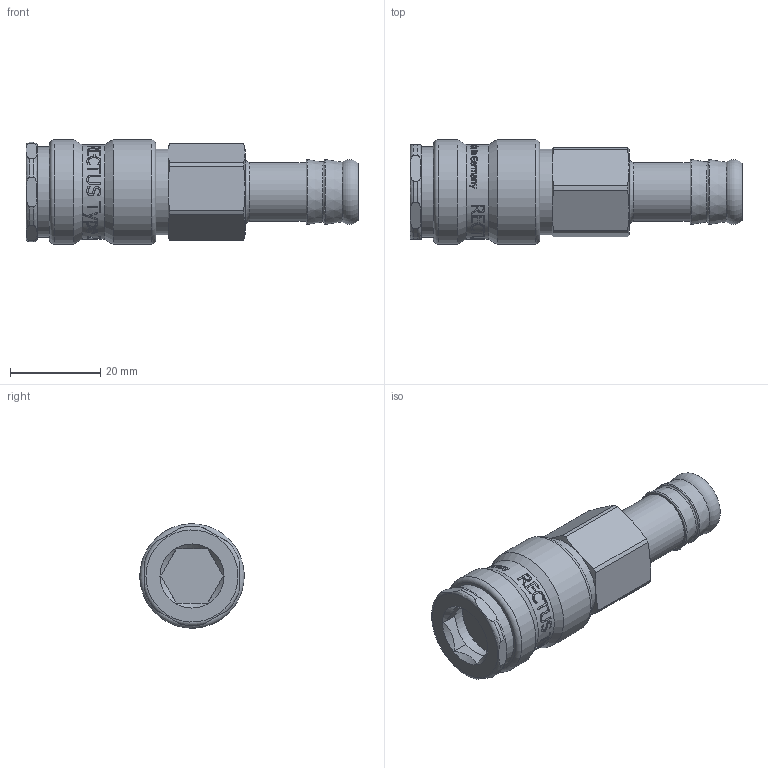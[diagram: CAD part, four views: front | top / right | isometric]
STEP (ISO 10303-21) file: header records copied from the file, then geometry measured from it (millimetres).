
FILE_DESCRIPTION(/* description */ (''),/* implementation_level */ '2;1');
FILE_NAME(/* name */ '25KBTF13BEN6.stp',/* time_stamp */ '2016-12-14T08:36:11+01:00',/* author */ ('IA176480'),/* organization */ (''),/* preprocessor_version */ 'ST-DEVELOPER v16.1',/* originating_system */ 'Autodesk Inventor 2016',/* authorisation */ '');
FILE_SCHEMA (('AUTOMOTIVE_DESIGN { 1 0 10303 214 3 1 1 }'));
Products named in the file (1): 25KBTF13BEN6
Bounding box: 73.5 x 23.12 x 23.12 mm (x, y, z)
Volume: 18516.2 mm3; surface area: 9048.3 mm2
Topology: 2 solids, 3 shells, 753 faces, 2020 edges, 1338 vertices
Faces by surface type: bspline 375, plane 260, cylinder 86, cone 22, torus 10
Full cylindrical faces by diameter (mm): 13.1 x1, 14 x1, 14.528 x1, 15 x1, 15.1 x1, 15.3 x1, 16 x2, 17.25 x1, 18.95 x1, 19.35 x1, 20 x1, 20.05 x1, 21 x1, 23.15 x2
Entity records: 115318 total; most frequent: CARTESIAN_POINT 98875, ORIENTED_EDGE 3938, EDGE_CURVE 1969, DIRECTION 1905, VERTEX_POINT 1329, B_SPLINE_CURVE_WITH_KNOTS 991, EDGE_LOOP 864, FACE_OUTER_BOUND 753
